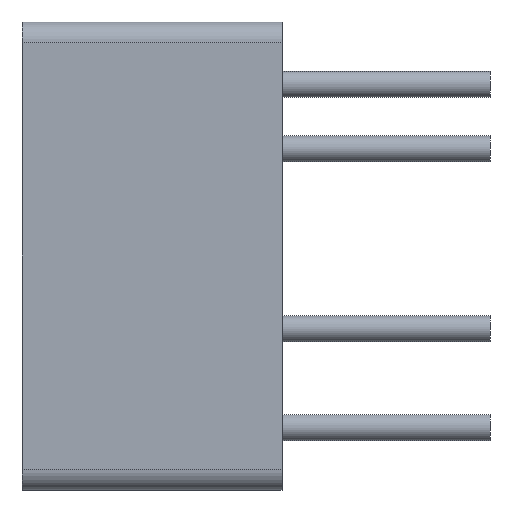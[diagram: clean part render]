
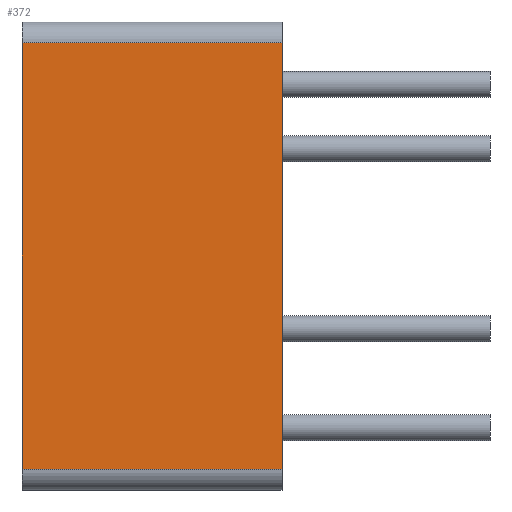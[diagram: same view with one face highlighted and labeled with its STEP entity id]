
A CAD part, left-side view. The second image highlights one B-rep face of the part: STEP entity #372.
In plain terms, the highlighted planar face has unit normal (-1, 0, 0).
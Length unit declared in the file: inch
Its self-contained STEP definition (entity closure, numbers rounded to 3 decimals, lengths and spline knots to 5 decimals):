
#19 = VERTEX_POINT ( 'NONE', #71 ) ;
#27 = DIRECTION ( 'NONE',  ( 0., -1., 0. ) ) ;
#39 = VECTOR ( 'NONE', #700, 39.37008 ) ;
#63 = LINE ( 'NONE', #507, #356 ) ;
#71 = CARTESIAN_POINT ( 'NONE',  ( 0., 0., -0.02 ) ) ;
#128 = VERTEX_POINT ( 'NONE', #810 ) ;
#129 = AXIS2_PLACEMENT_3D ( 'NONE', #814, #442, #208 ) ;
#170 = LINE ( 'NONE', #543, #493 ) ;
#196 = DIRECTION ( 'NONE',  ( 0., 0., 1. ) ) ;
#208 = DIRECTION ( 'NONE',  ( 0., 0., -1. ) ) ;
#264 = LINE ( 'NONE', #562, #39 ) ;
#265 = EDGE_LOOP ( 'NONE', ( #532, #578, #350, #577 ) ) ;
#274 = PLANE ( 'NONE',  #129 ) ;
#330 = EDGE_CURVE ( 'NONE', #19, #794, #264, .T. ) ;
#350 = ORIENTED_EDGE ( 'NONE', *, *, #827, .T. ) ;
#356 = VECTOR ( 'NONE', #580, 39.37008 ) ;
#372 = ADVANCED_FACE ( 'NONE', ( #701 ), #274, .F. ) ;
#402 = EDGE_CURVE ( 'NONE', #676, #794, #63, .T. ) ;
#442 = DIRECTION ( 'NONE',  ( 1., 0., 0. ) ) ;
#487 = CARTESIAN_POINT ( 'NONE',  ( 0., 0.25, -0.43 ) ) ;
#493 = VECTOR ( 'NONE', #27, 39.37008 ) ;
#494 = VECTOR ( 'NONE', #196, 39.37008 ) ;
#507 = CARTESIAN_POINT ( 'NONE',  ( 0., 0.25, 0. ) ) ;
#532 = ORIENTED_EDGE ( 'NONE', *, *, #402, .F. ) ;
#534 = EDGE_CURVE ( 'NONE', #676, #128, #170, .T. ) ;
#543 = CARTESIAN_POINT ( 'NONE',  ( 0., 0.25, -0.43 ) ) ;
#562 = CARTESIAN_POINT ( 'NONE',  ( 0., 0.25, -0.02 ) ) ;
#569 = CARTESIAN_POINT ( 'NONE',  ( 0., 0.25, -0.02 ) ) ;
#575 = LINE ( 'NONE', #640, #494 ) ;
#577 = ORIENTED_EDGE ( 'NONE', *, *, #330, .T. ) ;
#578 = ORIENTED_EDGE ( 'NONE', *, *, #534, .T. ) ;
#580 = DIRECTION ( 'NONE',  ( 0., 0., 1. ) ) ;
#640 = CARTESIAN_POINT ( 'NONE',  ( 0., 0., 0. ) ) ;
#676 = VERTEX_POINT ( 'NONE', #487 ) ;
#700 = DIRECTION ( 'NONE',  ( 0., 1., 0. ) ) ;
#701 = FACE_OUTER_BOUND ( 'NONE', #265, .T. ) ;
#794 = VERTEX_POINT ( 'NONE', #569 ) ;
#810 = CARTESIAN_POINT ( 'NONE',  ( 0., 0., -0.43 ) ) ;
#814 = CARTESIAN_POINT ( 'NONE',  ( 0., 0.25, 0. ) ) ;
#827 = EDGE_CURVE ( 'NONE', #128, #19, #575, .T. ) ;
